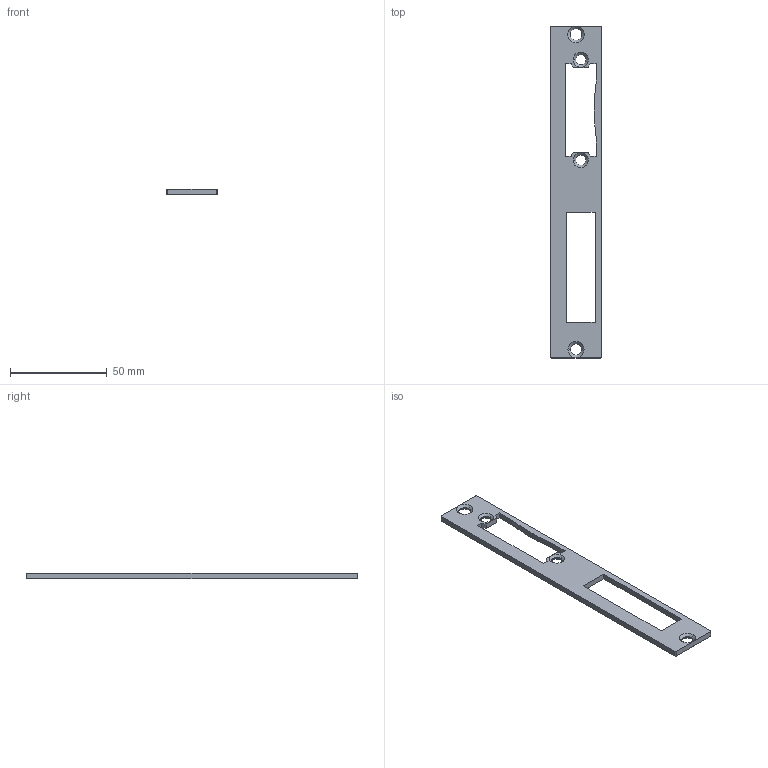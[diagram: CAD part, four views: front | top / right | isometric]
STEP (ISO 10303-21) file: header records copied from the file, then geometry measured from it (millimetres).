
FILE_DESCRIPTION (( 'STEP AP203' ), '1' );
FILE_NAME ('59109-SB.STEP', '2017-01-16T08:37:04', ( '' ), ( '' ), 'SwSTEP 2.0', 'SolidWorks 2015', '' );
FILE_SCHEMA (( 'CONFIG_CONTROL_DESIGN' ));
Length unit declared in the file: millimetre
Products named in the file (1): 59109-SB
Bounding box: 26 x 172 x 3 mm (x, y, z)
Volume: 8276.5 mm3; surface area: 7754.2 mm2
Topology: 1 solids, 1 shells, 271 faces, 719 edges, 474 vertices
Faces by surface type: plane 134, bspline 107, cone 16, cylinder 14
Entity records: 13972 total; most frequent: CARTESIAN_POINT 7836, ORIENTED_EDGE 1438, DIRECTION 879, EDGE_CURVE 719, VERTEX_POINT 474, LINE 461, VECTOR 461, EDGE_LOOP 307
